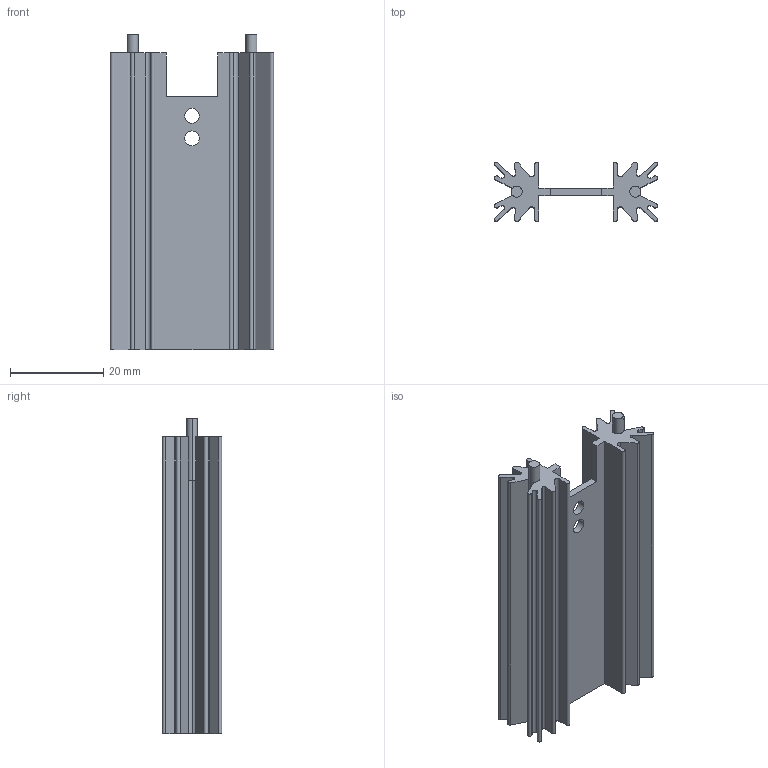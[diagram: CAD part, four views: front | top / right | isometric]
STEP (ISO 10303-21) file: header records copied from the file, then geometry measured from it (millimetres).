
FILE_DESCRIPTION (( 'STEP AP214' ), '1' );
FILE_NAME ('531002B02500G.STEP', '2019-11-23T06:47:26', ( '' ), ( '' ), 'SwSTEP 2.0', 'SolidWorks 2017', '' );
FILE_SCHEMA (( 'AUTOMOTIVE_DESIGN' ));
Length unit declared in the file: inch
Products named in the file (1): 531002B02500G
Bounding box: 34.92 x 12.7 x 67.46 mm (x, y, z)
Volume: 10273.8 mm3; surface area: 11720.8 mm2
Topology: 3 solids, 3 shells, 93 faces, 261 edges, 174 vertices
Faces by surface type: cylinder 49, plane 44
Entity records: 3103 total; most frequent: DIRECTION 547, CARTESIAN_POINT 529, ORIENTED_EDGE 522, EDGE_CURVE 261, AXIS2_PLACEMENT_3D 192, VERTEX_POINT 174, LINE 163, VECTOR 163
